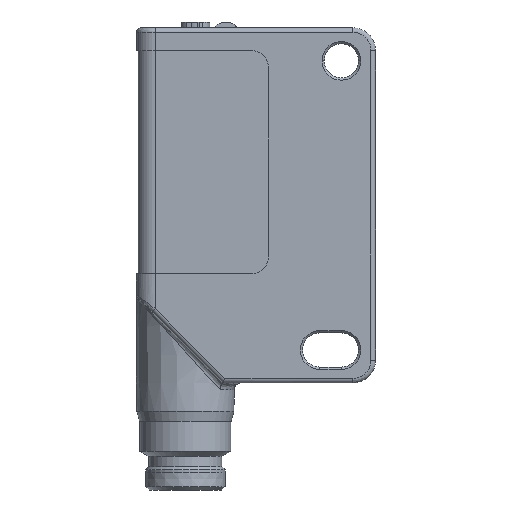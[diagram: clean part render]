
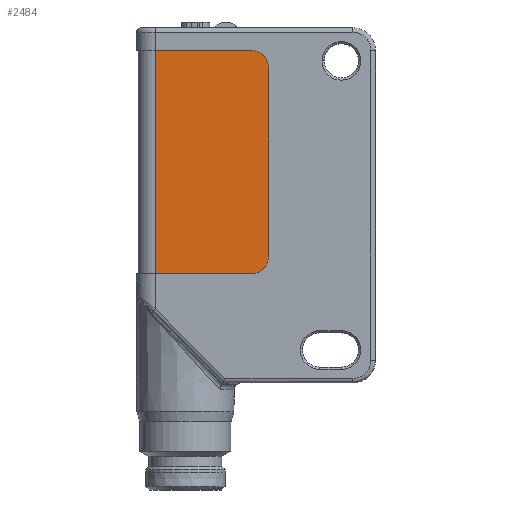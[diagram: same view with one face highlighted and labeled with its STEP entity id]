
A CAD part, front view. The second image highlights one B-rep face of the part: STEP entity #2484.
In plain terms, the highlighted planar face has unit normal (0, -1, 0).
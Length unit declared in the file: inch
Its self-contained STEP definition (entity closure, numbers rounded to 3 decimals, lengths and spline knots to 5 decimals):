
#20 = AXIS2_PLACEMENT_3D ( 'NONE', #920, #10056, #8042 ) ;
#64 = DIRECTION ( 'NONE',  ( -1., 0., 0. ) ) ;
#68 = VECTOR ( 'NONE', #64, 39.37008 ) ;
#214 = DIRECTION ( 'NONE',  ( 0., -1., 0. ) ) ;
#920 = CARTESIAN_POINT ( 'NONE',  ( -0.76181, -0.23169, 0.48031 ) ) ;
#1239 = DIRECTION ( 'NONE',  ( 1., 0., 0. ) ) ;
#1255 = EDGE_CURVE ( 'NONE', #2447, #11589, #11229, .T. ) ;
#1345 = DIRECTION ( 'NONE',  ( 0., 0., 1. ) ) ;
#2118 = EDGE_CURVE ( 'NONE', #2814, #2447, #11241, .T. ) ;
#2213 = ORIENTED_EDGE ( 'NONE', *, *, #12626, .T. ) ;
#2221 = DIRECTION ( 'NONE',  ( 0., -1., 0. ) ) ;
#2232 = CARTESIAN_POINT ( 'NONE',  ( -0.3701, -0.23169, 0.48031 ) ) ;
#2447 = VERTEX_POINT ( 'NONE', #7689 ) ;
#2453 = EDGE_CURVE ( 'NONE', #8414, #6712, #5777, .T. ) ;
#2484 = ADVANCED_FACE ( 'NONE', ( #5619 ), #6863, .T. ) ;
#2814 = VERTEX_POINT ( 'NONE', #8703 ) ;
#3898 = CARTESIAN_POINT ( 'NONE',  ( -0.76181, -0.23169, 0.37795 ) ) ;
#4252 = CARTESIAN_POINT ( 'NONE',  ( -0.42916, -0.23169, 0.43701 ) ) ;
#4351 = CARTESIAN_POINT ( 'NONE',  ( -0.76181, -0.23169, 1.14969 ) ) ;
#4628 = AXIS2_PLACEMENT_3D ( 'NONE', #5183, #214, #1239 ) ;
#4745 = ORIENTED_EDGE ( 'NONE', *, *, #2453, .F. ) ;
#5117 = ORIENTED_EDGE ( 'NONE', *, *, #2118, .T. ) ;
#5183 = CARTESIAN_POINT ( 'NONE',  ( -0.42916, -0.23169, 1.09063 ) ) ;
#5619 = FACE_OUTER_BOUND ( 'NONE', #7372, .T. ) ;
#5777 = LINE ( 'NONE', #3898, #8811 ) ;
#6083 = VECTOR ( 'NONE', #1345, 39.37008 ) ;
#6712 = VERTEX_POINT ( 'NONE', #7628 ) ;
#6863 = PLANE ( 'NONE',  #20 ) ;
#6901 = ORIENTED_EDGE ( 'NONE', *, *, #1255, .T. ) ;
#7372 = EDGE_LOOP ( 'NONE', ( #4745, #2213, #11341, #5117, #6901, #10930 ) ) ;
#7628 = CARTESIAN_POINT ( 'NONE',  ( -0.76181, -0.23169, 0.37795 ) ) ;
#7689 = CARTESIAN_POINT ( 'NONE',  ( -0.42916, -0.23169, 1.14969 ) ) ;
#7991 = DIRECTION ( 'NONE',  ( -1., 0., 0. ) ) ;
#8042 = DIRECTION ( 'NONE',  ( 1., 0., 0. ) ) ;
#8340 = EDGE_CURVE ( 'NONE', #10677, #2814, #9554, .T. ) ;
#8414 = VERTEX_POINT ( 'NONE', #11396 ) ;
#8434 = CARTESIAN_POINT ( 'NONE',  ( -0.76181, -0.23169, 0.48031 ) ) ;
#8703 = CARTESIAN_POINT ( 'NONE',  ( -0.3701, -0.23169, 1.09063 ) ) ;
#8811 = VECTOR ( 'NONE', #7991, 39.37008 ) ;
#8829 = CARTESIAN_POINT ( 'NONE',  ( -0.3701, -0.23169, 0.43701 ) ) ;
#9243 = VECTOR ( 'NONE', #10300, 39.37008 ) ;
#9324 = CIRCLE ( 'NONE', #9594, 0.05906 ) ;
#9554 = LINE ( 'NONE', #2232, #9243 ) ;
#9582 = EDGE_CURVE ( 'NONE', #6712, #11589, #12004, .T. ) ;
#9594 = AXIS2_PLACEMENT_3D ( 'NONE', #4252, #2221, #12416 ) ;
#10056 = DIRECTION ( 'NONE',  ( 0., -1., 0. ) ) ;
#10300 = DIRECTION ( 'NONE',  ( 0., 0., 1. ) ) ;
#10677 = VERTEX_POINT ( 'NONE', #8829 ) ;
#10930 = ORIENTED_EDGE ( 'NONE', *, *, #9582, .F. ) ;
#11229 = LINE ( 'NONE', #11250, #68 ) ;
#11241 = CIRCLE ( 'NONE', #4628, 0.05906 ) ;
#11250 = CARTESIAN_POINT ( 'NONE',  ( -0.76181, -0.23169, 1.14969 ) ) ;
#11341 = ORIENTED_EDGE ( 'NONE', *, *, #8340, .T. ) ;
#11396 = CARTESIAN_POINT ( 'NONE',  ( -0.42916, -0.23169, 0.37795 ) ) ;
#11589 = VERTEX_POINT ( 'NONE', #4351 ) ;
#12004 = LINE ( 'NONE', #8434, #6083 ) ;
#12416 = DIRECTION ( 'NONE',  ( 1., 0., 0. ) ) ;
#12626 = EDGE_CURVE ( 'NONE', #8414, #10677, #9324, .T. ) ;
